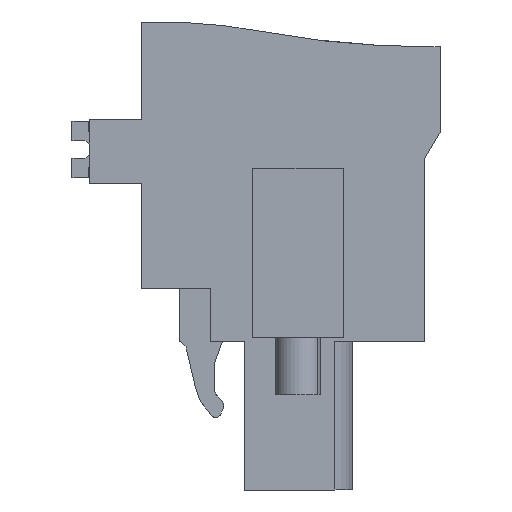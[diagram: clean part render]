
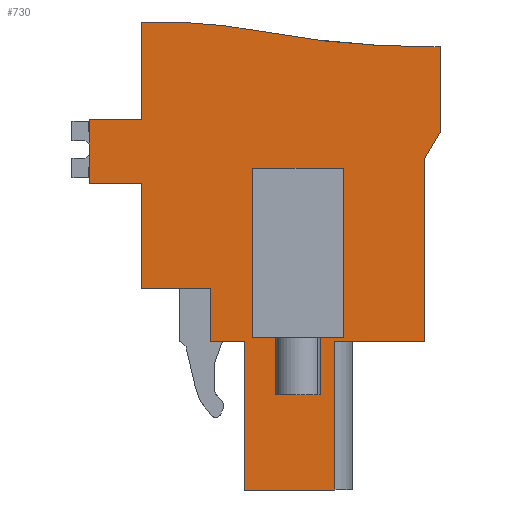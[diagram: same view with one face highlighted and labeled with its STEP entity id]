
A CAD part, left-side view. The second image highlights one B-rep face of the part: STEP entity #730.
In plain terms, the highlighted planar face has unit normal (-1, 0, 0).
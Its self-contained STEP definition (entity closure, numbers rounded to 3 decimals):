
#572=AXIS2_PLACEMENT_3D('Plane Axis2P3D',#569,#570,#571) ;
#585=AXIS2_PLACEMENT_3D('Circle Axis2P3D',#583,#584,$) ;
#592=AXIS2_PLACEMENT_3D('Circle Axis2P3D',#590,#591,$) ;
#49=CARTESIAN_POINT('Vertex',(4.9,12.85,8.35)) ;
#52=CARTESIAN_POINT('Line Origine',(4.9,12.85,9.825)) ;
#56=CARTESIAN_POINT('Vertex',(4.9,12.85,11.3)) ;
#511=CARTESIAN_POINT('Vertex',(4.9,10.937,8.35)) ;
#514=CARTESIAN_POINT('Line Origine',(4.9,11.893,8.35)) ;
#569=CARTESIAN_POINT('Axis2P3D Location',(4.9,3.817,22.4)) ;
#574=CARTESIAN_POINT('Line Origine',(4.9,0.,22.459)) ;
#578=CARTESIAN_POINT('Vertex',(4.9,0.,20.059)) ;
#580=CARTESIAN_POINT('Vertex',(4.9,0.,24.859)) ;
#583=CARTESIAN_POINT('Axis2P3D Location',(4.9,0.92,72.85)) ;
#587=CARTESIAN_POINT('Vertex',(4.9,9.844,25.687)) ;
#590=CARTESIAN_POINT('Axis2P3D Location',(4.9,15.85,-6.057)) ;
#594=CARTESIAN_POINT('Vertex',(4.9,16.75,26.237)) ;
#597=CARTESIAN_POINT('Line Origine',(4.9,16.75,23.494)) ;
#601=CARTESIAN_POINT('Vertex',(4.9,16.75,20.75)) ;
#604=CARTESIAN_POINT('Line Origine',(4.9,18.2,20.75)) ;
#608=CARTESIAN_POINT('Vertex',(4.9,19.65,20.75)) ;
#611=CARTESIAN_POINT('Line Origine',(4.9,19.65,18.975)) ;
#615=CARTESIAN_POINT('Vertex',(4.9,19.65,17.2)) ;
#618=CARTESIAN_POINT('Line Origine',(4.9,18.2,17.2)) ;
#622=CARTESIAN_POINT('Vertex',(4.9,16.75,17.2)) ;
#625=CARTESIAN_POINT('Line Origine',(4.9,16.75,14.25)) ;
#629=CARTESIAN_POINT('Vertex',(4.9,16.75,11.3)) ;
#632=CARTESIAN_POINT('Line Origine',(4.9,14.8,11.3)) ;
#637=CARTESIAN_POINT('Line Origine',(4.9,10.937,4.175)) ;
#641=CARTESIAN_POINT('Vertex',(4.9,10.937,0.)) ;
#644=CARTESIAN_POINT('Line Origine',(4.9,8.414,0.)) ;
#648=CARTESIAN_POINT('Vertex',(4.9,5.891,0.)) ;
#651=CARTESIAN_POINT('Line Origine',(4.9,5.891,4.175)) ;
#655=CARTESIAN_POINT('Vertex',(4.9,5.891,8.35)) ;
#658=CARTESIAN_POINT('Line Origine',(4.9,3.396,8.35)) ;
#662=CARTESIAN_POINT('Vertex',(4.9,0.9,8.35)) ;
#665=CARTESIAN_POINT('Line Origine',(4.9,0.9,13.425)) ;
#669=CARTESIAN_POINT('Vertex',(4.9,0.9,18.5)) ;
#672=CARTESIAN_POINT('Line Origine',(4.9,0.45,19.279)) ;
#696=CARTESIAN_POINT('Line Origine',(4.9,7.964,8.55)) ;
#700=CARTESIAN_POINT('Vertex',(4.9,10.514,8.55)) ;
#702=CARTESIAN_POINT('Vertex',(4.9,5.414,8.55)) ;
#705=CARTESIAN_POINT('Line Origine',(4.9,10.514,13.3)) ;
#709=CARTESIAN_POINT('Vertex',(4.9,10.514,18.05)) ;
#712=CARTESIAN_POINT('Line Origine',(4.9,7.964,18.05)) ;
#716=CARTESIAN_POINT('Vertex',(4.9,5.414,18.05)) ;
#719=CARTESIAN_POINT('Line Origine',(4.9,5.414,13.3)) ;
#53=DIRECTION('Vector Direction',(0.,0.,1.)) ;
#515=DIRECTION('Vector Direction',(0.,1.,0.)) ;
#570=DIRECTION('Axis2P3D Direction',(1.,0.,0.)) ;
#571=DIRECTION('Axis2P3D XDirection',(0.,1.,0.)) ;
#575=DIRECTION('Vector Direction',(0.,0.,1.)) ;
#584=DIRECTION('Axis2P3D Direction',(1.,0.,0.)) ;
#591=DIRECTION('Axis2P3D Direction',(1.,0.,0.)) ;
#598=DIRECTION('Vector Direction',(0.,0.,1.)) ;
#605=DIRECTION('Vector Direction',(0.,-1.,0.)) ;
#612=DIRECTION('Vector Direction',(0.,0.,1.)) ;
#619=DIRECTION('Vector Direction',(0.,1.,0.)) ;
#626=DIRECTION('Vector Direction',(0.,0.,1.)) ;
#633=DIRECTION('Vector Direction',(0.,-1.,0.)) ;
#638=DIRECTION('Vector Direction',(0.,0.,-1.)) ;
#645=DIRECTION('Vector Direction',(0.,-1.,0.)) ;
#652=DIRECTION('Vector Direction',(0.,0.,-1.)) ;
#659=DIRECTION('Vector Direction',(0.,1.,0.)) ;
#666=DIRECTION('Vector Direction',(0.,0.,-1.)) ;
#673=DIRECTION('Vector Direction',(0.,-0.5,0.866)) ;
#697=DIRECTION('Vector Direction',(0.,-1.,0.)) ;
#706=DIRECTION('Vector Direction',(0.,0.,-1.)) ;
#713=DIRECTION('Vector Direction',(0.,-1.,0.)) ;
#720=DIRECTION('Vector Direction',(0.,0.,-1.)) ;
#54=VECTOR('Line Direction',#53,1.) ;
#516=VECTOR('Line Direction',#515,1.) ;
#576=VECTOR('Line Direction',#575,1.) ;
#599=VECTOR('Line Direction',#598,1.) ;
#606=VECTOR('Line Direction',#605,1.) ;
#613=VECTOR('Line Direction',#612,1.) ;
#620=VECTOR('Line Direction',#619,1.) ;
#627=VECTOR('Line Direction',#626,1.) ;
#634=VECTOR('Line Direction',#633,1.) ;
#639=VECTOR('Line Direction',#638,1.) ;
#646=VECTOR('Line Direction',#645,1.) ;
#653=VECTOR('Line Direction',#652,1.) ;
#660=VECTOR('Line Direction',#659,1.) ;
#667=VECTOR('Line Direction',#666,1.) ;
#674=VECTOR('Line Direction',#673,1.) ;
#698=VECTOR('Line Direction',#697,1.) ;
#707=VECTOR('Line Direction',#706,1.) ;
#714=VECTOR('Line Direction',#713,1.) ;
#721=VECTOR('Line Direction',#720,1.) ;
#678=ORIENTED_EDGE('',*,*,#582,.T.) ;
#679=ORIENTED_EDGE('',*,*,#589,.T.) ;
#680=ORIENTED_EDGE('',*,*,#596,.F.) ;
#681=ORIENTED_EDGE('',*,*,#603,.F.) ;
#682=ORIENTED_EDGE('',*,*,#610,.F.) ;
#683=ORIENTED_EDGE('',*,*,#617,.F.) ;
#684=ORIENTED_EDGE('',*,*,#624,.F.) ;
#685=ORIENTED_EDGE('',*,*,#631,.F.) ;
#686=ORIENTED_EDGE('',*,*,#636,.T.) ;
#687=ORIENTED_EDGE('',*,*,#58,.F.) ;
#688=ORIENTED_EDGE('',*,*,#518,.F.) ;
#689=ORIENTED_EDGE('',*,*,#643,.T.) ;
#690=ORIENTED_EDGE('',*,*,#650,.T.) ;
#691=ORIENTED_EDGE('',*,*,#657,.F.) ;
#692=ORIENTED_EDGE('',*,*,#664,.F.) ;
#693=ORIENTED_EDGE('',*,*,#671,.F.) ;
#694=ORIENTED_EDGE('',*,*,#676,.T.) ;
#725=ORIENTED_EDGE('',*,*,#704,.F.) ;
#726=ORIENTED_EDGE('',*,*,#711,.F.) ;
#727=ORIENTED_EDGE('',*,*,#718,.F.) ;
#728=ORIENTED_EDGE('',*,*,#723,.T.) ;
#729=FACE_BOUND('',#724,.T.) ;
#730=ADVANCED_FACE('HOUSING',(#695,#729),#573,.F.) ;
#586=CIRCLE('generated circle',#585,48.) ;
#593=CIRCLE('generated circle',#592,32.307) ;
#58=EDGE_CURVE('',#50,#57,#55,.T.) ;
#518=EDGE_CURVE('',#512,#50,#517,.T.) ;
#582=EDGE_CURVE('',#579,#581,#577,.T.) ;
#589=EDGE_CURVE('',#581,#588,#586,.T.) ;
#596=EDGE_CURVE('',#595,#588,#593,.T.) ;
#603=EDGE_CURVE('',#602,#595,#600,.T.) ;
#610=EDGE_CURVE('',#609,#602,#607,.T.) ;
#617=EDGE_CURVE('',#616,#609,#614,.T.) ;
#624=EDGE_CURVE('',#623,#616,#621,.T.) ;
#631=EDGE_CURVE('',#630,#623,#628,.T.) ;
#636=EDGE_CURVE('',#630,#57,#635,.T.) ;
#643=EDGE_CURVE('',#512,#642,#640,.T.) ;
#650=EDGE_CURVE('',#642,#649,#647,.T.) ;
#657=EDGE_CURVE('',#656,#649,#654,.T.) ;
#664=EDGE_CURVE('',#663,#656,#661,.T.) ;
#671=EDGE_CURVE('',#670,#663,#668,.T.) ;
#676=EDGE_CURVE('',#670,#579,#675,.T.) ;
#704=EDGE_CURVE('',#701,#703,#699,.T.) ;
#711=EDGE_CURVE('',#710,#701,#708,.T.) ;
#718=EDGE_CURVE('',#717,#710,#715,.F.) ;
#723=EDGE_CURVE('',#717,#703,#722,.T.) ;
#677=EDGE_LOOP('',(#678,#679,#680,#681,#682,#683,#684,#685,#686,#687,#688,#689,#690,#691,#692,#693,#694)) ;
#724=EDGE_LOOP('',(#725,#726,#727,#728)) ;
#695=FACE_OUTER_BOUND('',#677,.T.) ;
#55=LINE('Line',#52,#54) ;
#517=LINE('Line',#514,#516) ;
#577=LINE('Line',#574,#576) ;
#600=LINE('Line',#597,#599) ;
#607=LINE('Line',#604,#606) ;
#614=LINE('Line',#611,#613) ;
#621=LINE('Line',#618,#620) ;
#628=LINE('Line',#625,#627) ;
#635=LINE('Line',#632,#634) ;
#640=LINE('Line',#637,#639) ;
#647=LINE('Line',#644,#646) ;
#654=LINE('Line',#651,#653) ;
#661=LINE('Line',#658,#660) ;
#668=LINE('Line',#665,#667) ;
#675=LINE('Line',#672,#674) ;
#699=LINE('Line',#696,#698) ;
#708=LINE('Line',#705,#707) ;
#715=LINE('Line',#712,#714) ;
#722=LINE('Line',#719,#721) ;
#573=PLANE('',#572) ;
#50=VERTEX_POINT('',#49) ;
#57=VERTEX_POINT('',#56) ;
#512=VERTEX_POINT('',#511) ;
#579=VERTEX_POINT('',#578) ;
#581=VERTEX_POINT('',#580) ;
#588=VERTEX_POINT('',#587) ;
#595=VERTEX_POINT('',#594) ;
#602=VERTEX_POINT('',#601) ;
#609=VERTEX_POINT('',#608) ;
#616=VERTEX_POINT('',#615) ;
#623=VERTEX_POINT('',#622) ;
#630=VERTEX_POINT('',#629) ;
#642=VERTEX_POINT('',#641) ;
#649=VERTEX_POINT('',#648) ;
#656=VERTEX_POINT('',#655) ;
#663=VERTEX_POINT('',#662) ;
#670=VERTEX_POINT('',#669) ;
#701=VERTEX_POINT('',#700) ;
#703=VERTEX_POINT('',#702) ;
#710=VERTEX_POINT('',#709) ;
#717=VERTEX_POINT('',#716) ;
